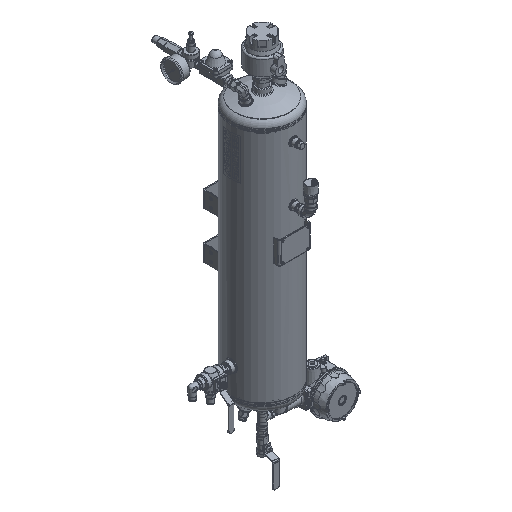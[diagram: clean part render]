
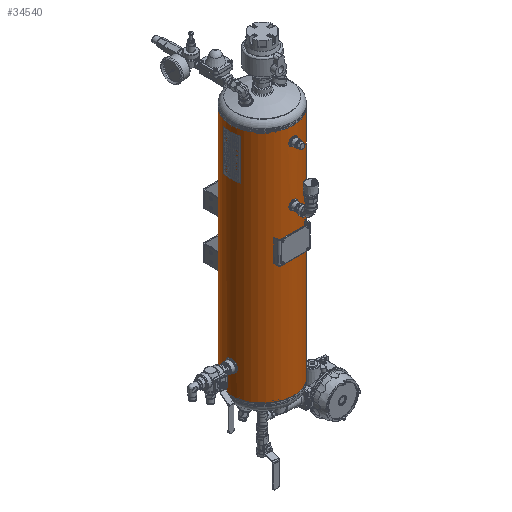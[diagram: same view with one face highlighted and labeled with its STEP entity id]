
A CAD part, isometric view. The second image highlights one B-rep face of the part: STEP entity #34540.
In plain terms, the highlighted cylindrical face has radius 100 mm (diameter 200 mm), a partial arc.
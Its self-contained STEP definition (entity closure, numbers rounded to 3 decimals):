
#2279=B_SPLINE_CURVE_WITH_KNOTS('',3,(#63295,#63296,#63297,#63298,#63299,
#63300,#63301,#63302,#63303,#63304,#63305,#63306,#63307,#63308,#63309,#63310,
#63311,#63312,#63313),.UNSPECIFIED.,.T.,.F.,(1,1,1,1,1,1,1,1,1,1,1,1,1,
1,1,1,1,1,1,1,1,1,1),(-0.012,-0.008,-0.004,
0.,0.004,0.008,0.012,
0.016,0.02,0.023,0.027,
0.031,0.035,0.039,0.043,
0.047,0.051,0.055,0.059,
0.063,0.066,0.07,0.074),
 .UNSPECIFIED.);
#2280=B_SPLINE_CURVE_WITH_KNOTS('',3,(#63315,#63316,#63317,#63318,#63319,
#63320,#63321,#63322,#63323,#63324,#63325,#63326,#63327,#63328,#63329,#63330,
#63331,#63332,#63333),.UNSPECIFIED.,.T.,.F.,(1,1,1,1,1,1,1,1,1,1,1,1,1,
1,1,1,1,1,1,1,1,1,1),(-0.012,-0.008,-0.004,
0.,0.004,0.008,0.012,0.016,
0.02,0.023,0.027,0.031,
0.035,0.039,0.043,0.047,
0.051,0.055,0.059,0.063,
0.066,0.07,0.074),.UNSPECIFIED.);
#2281=B_SPLINE_CURVE_WITH_KNOTS('',3,(#63335,#63336,#63337,#63338,#63339,
#63340,#63341,#63342,#63343,#63344,#63345,#63346,#63347,#63348,#63349,#63350,
#63351,#63352,#63353),.UNSPECIFIED.,.T.,.F.,(1,1,1,1,1,1,1,1,1,1,1,1,1,
1,1,1,1,1,1,1,1,1,1),(-0.018,-0.012,-0.006,
0.,0.006,0.012,0.018,
0.023,0.029,0.035,0.041,
0.047,0.053,0.059,0.065,
0.07,0.076,0.082,0.088,
0.094,0.1,0.106,0.112),
 .UNSPECIFIED.);
#3663=LINE('',#63355,#5325);
#3664=LINE('',#63360,#5326);
#5325=VECTOR('',#53094,1000.);
#5326=VECTOR('',#53097,1000.);
#6992=ORIENTED_EDGE('',*,*,#17108,.T.);
#6993=ORIENTED_EDGE('',*,*,#17109,.T.);
#6994=ORIENTED_EDGE('',*,*,#17110,.T.);
#6995=ORIENTED_EDGE('',*,*,#17111,.T.);
#6996=ORIENTED_EDGE('',*,*,#17112,.T.);
#6997=ORIENTED_EDGE('',*,*,#17113,.F.);
#6998=ORIENTED_EDGE('',*,*,#17114,.F.);
#17108=EDGE_CURVE('',#22166,#22166,#2279,.T.);
#17109=EDGE_CURVE('',#22167,#22167,#2280,.T.);
#17110=EDGE_CURVE('',#22168,#22168,#2281,.T.);
#17111=EDGE_CURVE('',#22169,#22170,#3663,.T.);
#17112=EDGE_CURVE('',#22170,#22171,#25505,.T.);
#17113=EDGE_CURVE('',#22172,#22171,#3664,.T.);
#17114=EDGE_CURVE('',#22169,#22172,#25506,.T.);
#22166=VERTEX_POINT('',#63314);
#22167=VERTEX_POINT('',#63334);
#22168=VERTEX_POINT('',#63354);
#22169=VERTEX_POINT('',#63356);
#22170=VERTEX_POINT('',#63357);
#22171=VERTEX_POINT('',#63359);
#22172=VERTEX_POINT('',#63361);
#25505=CIRCLE('',#48847,100.);
#25506=CIRCLE('',#48848,100.);
#27406=EDGE_LOOP('',(#6992));
#27407=EDGE_LOOP('',(#6993));
#27408=EDGE_LOOP('',(#6994));
#27409=EDGE_LOOP('',(#6995,#6996,#6997,#6998));
#30627=FACE_BOUND('',#27406,.T.);
#30628=FACE_BOUND('',#27407,.T.);
#30629=FACE_BOUND('',#27408,.T.);
#30630=FACE_BOUND('',#27409,.T.);
#33852=CYLINDRICAL_SURFACE('',#48846,100.);
#34540=ADVANCED_FACE('',(#30627,#30628,#30629,#30630),#33852,.T.);
#48846=AXIS2_PLACEMENT_3D('',#63294,#53092,#53093);
#48847=AXIS2_PLACEMENT_3D('',#63358,#53095,#53096);
#48848=AXIS2_PLACEMENT_3D('',#63362,#53098,#53099);
#53092=DIRECTION('',(0.,-1.,0.));
#53093=DIRECTION('',(0.,0.,-1.));
#53094=DIRECTION('',(0.,-1.,0.));
#53095=DIRECTION('',(0.,1.,0.));
#53096=DIRECTION('',(1.,0.,0.));
#53097=DIRECTION('',(0.,-1.,0.));
#53098=DIRECTION('',(0.,1.,0.));
#53099=DIRECTION('',(1.,0.,0.));
#63294=CARTESIAN_POINT('',(0.,750.,0.));
#63295=CARTESIAN_POINT('',(-9.473,48.444,-99.554));
#63296=CARTESIAN_POINT('',(-10.262,44.497,-99.471));
#63297=CARTESIAN_POINT('',(-9.477,40.569,-99.553));
#63298=CARTESIAN_POINT('',(-7.254,37.244,-99.75));
#63299=CARTESIAN_POINT('',(-3.93,35.023,-99.946));
#63300=CARTESIAN_POINT('',(-0.006,34.24,-100.027));
#63301=CARTESIAN_POINT('',(3.922,35.019,-99.946));
#63302=CARTESIAN_POINT('',(7.252,37.242,-99.75));
#63303=CARTESIAN_POINT('',(9.478,40.57,-99.553));
#63304=CARTESIAN_POINT('',(10.26,44.496,-99.472));
#63305=CARTESIAN_POINT('',(9.481,48.422,-99.553));
#63306=CARTESIAN_POINT('',(7.262,51.747,-99.749));
#63307=CARTESIAN_POINT('',(3.94,53.974,-99.945));
#63308=CARTESIAN_POINT('',(0.01,54.761,-100.027));
#63309=CARTESIAN_POINT('',(-3.923,53.981,-99.946));
#63310=CARTESIAN_POINT('',(-7.249,51.759,-99.75));
#63311=CARTESIAN_POINT('',(-9.473,48.444,-99.554));
#63312=CARTESIAN_POINT('',(-10.262,44.497,-99.471));
#63313=CARTESIAN_POINT('',(-9.477,40.569,-99.553));
#63314=CARTESIAN_POINT('',(-10.,44.5,-99.499));
#63315=CARTESIAN_POINT('',(-9.473,224.444,-99.554));
#63316=CARTESIAN_POINT('',(-10.262,220.497,-99.471));
#63317=CARTESIAN_POINT('',(-9.477,216.569,-99.553));
#63318=CARTESIAN_POINT('',(-7.254,213.244,-99.75));
#63319=CARTESIAN_POINT('',(-3.93,211.023,-99.946));
#63320=CARTESIAN_POINT('',(-0.006,210.24,-100.027));
#63321=CARTESIAN_POINT('',(3.922,211.019,-99.946));
#63322=CARTESIAN_POINT('',(7.252,213.242,-99.75));
#63323=CARTESIAN_POINT('',(9.478,216.57,-99.553));
#63324=CARTESIAN_POINT('',(10.26,220.496,-99.472));
#63325=CARTESIAN_POINT('',(9.481,224.422,-99.553));
#63326=CARTESIAN_POINT('',(7.262,227.747,-99.749));
#63327=CARTESIAN_POINT('',(3.94,229.974,-99.945));
#63328=CARTESIAN_POINT('',(0.01,230.761,-100.027));
#63329=CARTESIAN_POINT('',(-3.923,229.981,-99.946));
#63330=CARTESIAN_POINT('',(-7.249,227.759,-99.75));
#63331=CARTESIAN_POINT('',(-9.473,224.444,-99.554));
#63332=CARTESIAN_POINT('',(-10.262,220.497,-99.471));
#63333=CARTESIAN_POINT('',(-9.477,216.569,-99.553));
#63334=CARTESIAN_POINT('',(-10.,220.5,-99.499));
#63335=CARTESIAN_POINT('',(-98.994,672.42,14.208));
#63336=CARTESIAN_POINT('',(-98.806,666.495,15.395));
#63337=CARTESIAN_POINT('',(-98.993,660.6,14.214));
#63338=CARTESIAN_POINT('',(-99.436,655.617,10.88));
#63339=CARTESIAN_POINT('',(-99.878,652.286,5.9));
#63340=CARTESIAN_POINT('',(-100.061,651.109,0.009));
#63341=CARTESIAN_POINT('',(-99.879,652.279,-5.887));
#63342=CARTESIAN_POINT('',(-99.437,655.615,-10.879));
#63343=CARTESIAN_POINT('',(-98.992,660.601,-14.215));
#63344=CARTESIAN_POINT('',(-98.807,666.494,-15.391));
#63345=CARTESIAN_POINT('',(-98.992,672.387,-14.219));
#63346=CARTESIAN_POINT('',(-99.435,677.371,-10.892));
#63347=CARTESIAN_POINT('',(-99.877,680.709,-5.914));
#63348=CARTESIAN_POINT('',(-100.061,681.893,-0.013));
#63349=CARTESIAN_POINT('',(-99.878,680.72,5.889));
#63350=CARTESIAN_POINT('',(-99.437,677.387,10.874));
#63351=CARTESIAN_POINT('',(-98.994,672.42,14.208));
#63352=CARTESIAN_POINT('',(-98.806,666.495,15.395));
#63353=CARTESIAN_POINT('',(-98.993,660.6,14.214));
#63354=CARTESIAN_POINT('',(-98.869,666.5,15.));
#63355=CARTESIAN_POINT('',(0.254,801.561,100.));
#63356=CARTESIAN_POINT('',(0.254,750.,100.));
#63357=CARTESIAN_POINT('',(0.254,0.,100.));
#63358=CARTESIAN_POINT('',(0.,0.,0.));
#63359=CARTESIAN_POINT('',(-0.254,0.,100.));
#63360=CARTESIAN_POINT('',(-0.254,801.561,100.));
#63361=CARTESIAN_POINT('',(-0.254,750.,100.));
#63362=CARTESIAN_POINT('',(0.,750.,0.));
